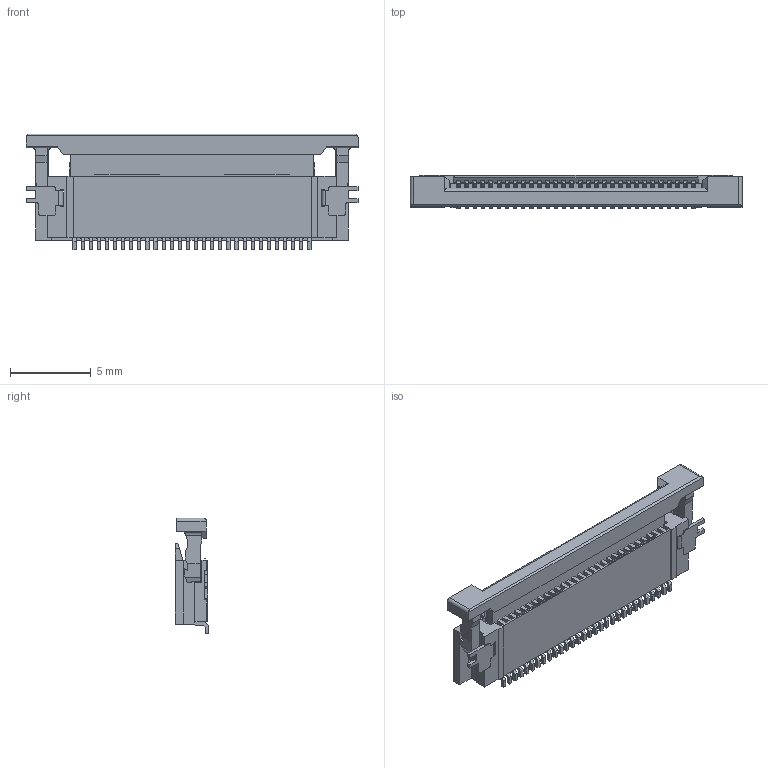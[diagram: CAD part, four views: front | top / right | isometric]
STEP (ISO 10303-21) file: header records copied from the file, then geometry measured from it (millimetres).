
FILE_DESCRIPTION((''),'2;1');
FILE_NAME('541043031','2014-02-28T',('me'),(''),'PRO/ENGINEER BY PARAMETRIC TECHNOLOGY CORPORATION, 2011490','PRO/ENGINEER BY PARAMETRIC TECHNOLOGY CORPORATION, 2011490','');
FILE_SCHEMA(('CONFIG_CONTROL_DESIGN'));
Length unit declared in the file: millimetre
Products named in the file (1): 541043031
Bounding box: 20.5 x 2.05 x 7.15 mm (x, y, z)
Volume: 136.5 mm3; surface area: 964.8 mm2
Topology: 2 solids, 2 shells, 1233 faces, 4111 edges, 2762 vertices
Faces by surface type: plane 1117, cylinder 116
Entity records: 44128 total; most frequent: CARTESIAN_POINT 8023, ORIENTED_EDGE 7958, DIRECTION 6797, EDGE_CURVE 3979, VECTOR 3877, LINE 3877, VERTEX_POINT 2630, AXIS2_PLACEMENT_3D 1460
